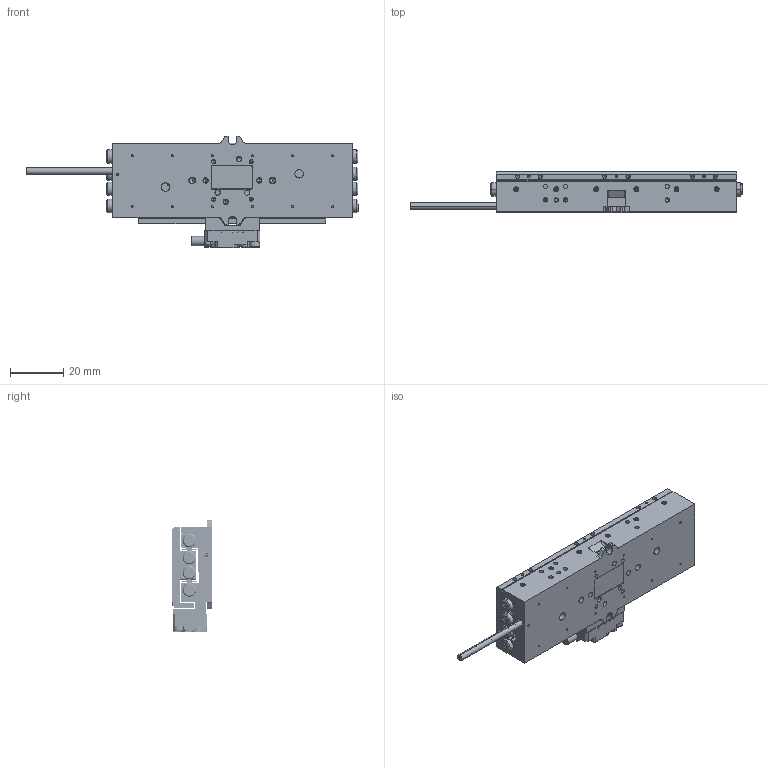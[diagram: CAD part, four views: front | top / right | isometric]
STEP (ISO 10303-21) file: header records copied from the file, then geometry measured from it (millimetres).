
FILE_DESCRIPTION (( 'STEP AP214' ), '1' );
FILE_NAME ('PPS-28-133X9.STEP', '2024-05-08T16:42:53', ( '' ), ( '' ), 'SwSTEP 2.0', 'SolidWorks 2023', '' );
FILE_SCHEMA (( 'AUTOMOTIVE_DESIGN' ));
Length unit declared in the file: millimetre
Products named in the file (20): TFC-421 Silver Braided Cable_L70.STEP; 430438 PPS 28, Back Cover, NJ8x13.STEP; PPS-28-133X6.STEP; 110212 Encoder Head, Renishaw Atom, Atmospheric_Default (With Atmospheric Cable).STEP; SCREW, SHCS-S, M-DIN_M2 x 0.4 x 06mm.STEP; PPS-28, Base, Master Part_90mm, 2 motors.STEP; PPS-28, Carriage, Master Part_90.STEP; 431420 PPS-20, Encoder Bracket, Renishaw Atom, RKLF, Tape Scale.STEP; 130161 Bearing, NB, Slide Way, SVW 2000_SVW 2090-16Z (Rigid at Center).STEP; Set Screw, Cup-H, E-ASME_E1-72 x 1''''16.STEP; SCREW, MS-PPH, M-JCIS_M2.5 x 0.45 x 6mm.STEP; SCREW, SHCS-F, M-DIN_M3 x 0.5 x 06mm.STEP; NB Slide Way SVW 2000 Rail_SVW 2090.STEP; PPS-20, Scale Bracket, Renishaw Atom, RCLC, RKLF, Master Part_70mm.STEP; Dowel Pin, M-DIN_M01 x 004.STEP; NB Slide Way SVW 2000 Center Way_SVW 2090.STEP; PPS-28-133X9; Screw, SHCS-S, M-DIN._M1.6 x 0.35 x 06mm.STEP; SCREW, MS-PPH, M-JCIS_M1.6 x 0.35 x 4mm.STEP; NB Slide Way SVW 2000 Cage_SVW 2090-16Z.STEP
Assembly tree (46 placements, depth 4):
  PPS-28-133X9
    PPS-28-133X6.STEP
      130161 Bearing, NB, Slide Way, SVW 2000_SVW 2090-16Z (Rigid at Center).STEP
        NB Slide Way SVW 2000 Rail_SVW 2090.STEP  x2
        NB Slide Way SVW 2000 Center Way_SVW 2090.STEP
        NB Slide Way SVW 2000 Cage_SVW 2090-16Z.STEP  x2
      PPS-28, Base, Master Part_90mm, 2 motors.STEP
      430438 PPS 28, Back Cover, NJ8x13.STEP
      TFC-421 Silver Braided Cable_L70.STEP
      PPS-28, Carriage, Master Part_90.STEP
      SCREW, SHCS-F, M-DIN_M3 x 0.5 x 06mm.STEP  x6
      SCREW, MS-PPH, M-JCIS_M2.5 x 0.45 x 6mm.STEP  x12
      Set Screw, Cup-H, E-ASME_E1-72 x 1''''16.STEP  x6
      110212 Encoder Head, Renishaw Atom, Atmospheric_Default (With Atmospheric Cable).STEP
      431420 PPS-20, Encoder Bracket, Renishaw Atom, RKLF, Tape Scale.STEP
      PPS-20, Scale Bracket, Renishaw Atom, RCLC, RKLF, Master Part_70mm.STEP
      Dowel Pin, M-DIN_M01 x 004.STEP  x2
      Screw, SHCS-S, M-DIN._M1.6 x 0.35 x 06mm.STEP  x2
      SCREW, MS-PPH, M-JCIS_M1.6 x 0.35 x 4mm.STEP  x2
      SCREW, SHCS-S, M-DIN_M2 x 0.4 x 06mm.STEP  x2
Bounding box: 124.2 x 15 x 41.65 mm (x, y, z)
Volume: 35476.6 mm3; surface area: 36413.9 mm2
Topology: 58 solids, 58 shells, 2785 faces, 6886 edges, 4304 vertices
Faces by surface type: plane 1313, cylinder 860, cone 392, torus 116, bspline 104
Entity records: 85102 total; most frequent: CARTESIAN_POINT 39575, ORIENTED_EDGE 9260, DIRECTION 9105, EDGE_CURVE 4630, AXIS2_PLACEMENT_3D 3120, VERTEX_POINT 3002, VECTOR 2865, LINE 2865
